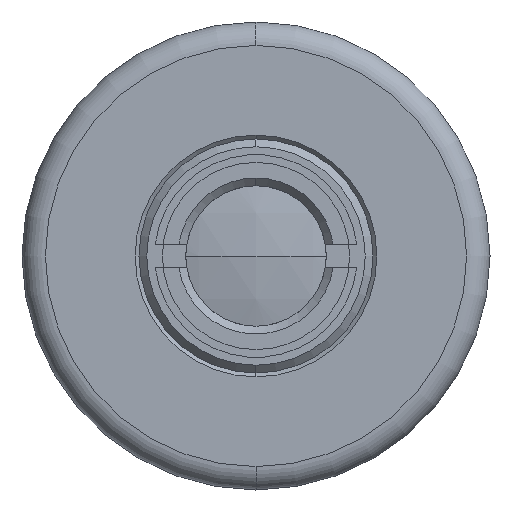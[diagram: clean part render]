
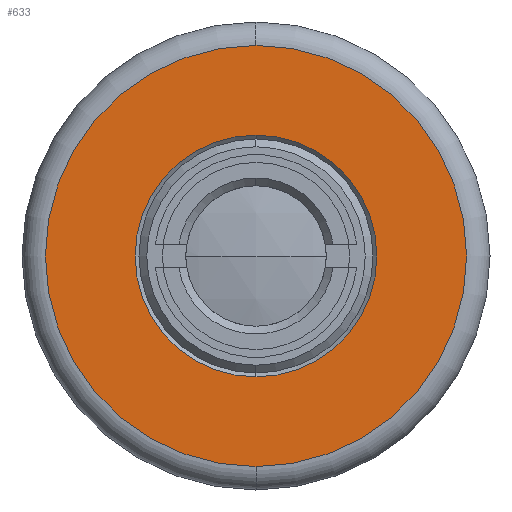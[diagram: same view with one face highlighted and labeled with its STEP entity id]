
A CAD part, left-side view. The second image highlights one B-rep face of the part: STEP entity #633.
In plain terms, the highlighted planar face has unit normal (-1, 0, 0).
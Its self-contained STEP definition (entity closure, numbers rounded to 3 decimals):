
#8 = EDGE_LOOP ( 'NONE', ( #379, #380 ) ) ;
#58 = CARTESIAN_POINT ( 'NONE',  ( 47.84, 0., 0. ) ) ;
#59 = DIRECTION ( 'NONE',  ( -1., 0., 0. ) ) ;
#60 = DIRECTION ( 'NONE',  ( 0., 0., -1. ) ) ;
#272 = AXIS2_PLACEMENT_3D ( 'NONE', #1015, #1016, #1017 ) ;
#274 = AXIS2_PLACEMENT_3D ( 'NONE', #1021, #1022, #1023 ) ;
#275 = AXIS2_PLACEMENT_3D ( 'NONE', #1024, #1025, #1026 ) ;
#379 = ORIENTED_EDGE ( 'NONE', *, *, #428, .T. ) ;
#380 = ORIENTED_EDGE ( 'NONE', *, *, #408, .T. ) ;
#381 = ORIENTED_EDGE ( 'NONE', *, *, #424, .T. ) ;
#382 = ORIENTED_EDGE ( 'NONE', *, *, #427, .T. ) ;
#408 = EDGE_CURVE ( 'NONE', #581, #592, #869, .T. ) ;
#424 = EDGE_CURVE ( 'NONE', #566, #565, #895, .T. ) ;
#427 = EDGE_CURVE ( 'NONE', #565, #566, #900, .T. ) ;
#428 = EDGE_CURVE ( 'NONE', #592, #581, #901, .T. ) ;
#524 = AXIS2_PLACEMENT_3D ( 'NONE', #58, #59, #60 ) ;
#565 = VERTEX_POINT ( 'NONE', #1295 ) ;
#566 = VERTEX_POINT ( 'NONE', #1288 ) ;
#581 = VERTEX_POINT ( 'NONE', #1310 ) ;
#592 = VERTEX_POINT ( 'NONE', #1321 ) ;
#633 = ADVANCED_FACE ( 'NONE', ( #1706, #1707 ), #1876, .F. ) ;
#707 = AXIS2_PLACEMENT_3D ( 'NONE', #1883, #1884, #1885 ) ;
#869 = CIRCLE ( 'NONE', #524, 13.5 ) ;
#895 = CIRCLE ( 'NONE', #272, 7.75 ) ;
#900 = CIRCLE ( 'NONE', #274, 7.75 ) ;
#901 = CIRCLE ( 'NONE', #275, 13.5 ) ;
#1015 = CARTESIAN_POINT ( 'NONE',  ( 47.84, 0., 0. ) ) ;
#1016 = DIRECTION ( 'NONE',  ( 1., 0., 0. ) ) ;
#1017 = DIRECTION ( 'NONE',  ( 0., 0., -1. ) ) ;
#1021 = CARTESIAN_POINT ( 'NONE',  ( 47.84, 0., 0. ) ) ;
#1022 = DIRECTION ( 'NONE',  ( 1., 0., 0. ) ) ;
#1023 = DIRECTION ( 'NONE',  ( 0., 0., -1. ) ) ;
#1024 = CARTESIAN_POINT ( 'NONE',  ( 47.84, 0., 0. ) ) ;
#1025 = DIRECTION ( 'NONE',  ( -1., 0., 0. ) ) ;
#1026 = DIRECTION ( 'NONE',  ( 0., 0., -1. ) ) ;
#1226 = EDGE_LOOP ( 'NONE', ( #381, #382 ) ) ;
#1288 = CARTESIAN_POINT ( 'NONE',  ( 47.84, 0., 7.75 ) ) ;
#1295 = CARTESIAN_POINT ( 'NONE',  ( 47.84, 0., -7.75 ) ) ;
#1310 = CARTESIAN_POINT ( 'NONE',  ( 47.84, 0., 13.5 ) ) ;
#1321 = CARTESIAN_POINT ( 'NONE',  ( 47.84, 0., -13.5 ) ) ;
#1706 = FACE_OUTER_BOUND ( 'NONE', #8, .T. ) ;
#1707 = FACE_BOUND ( 'NONE', #1226, .T. ) ;
#1876 = PLANE ( 'NONE',  #707 ) ;
#1883 = CARTESIAN_POINT ( 'NONE',  ( 47.84, 7.25, 0. ) ) ;
#1884 = DIRECTION ( 'NONE',  ( 1., 0., 0. ) ) ;
#1885 = DIRECTION ( 'NONE',  ( 0., 0., -1. ) ) ;
